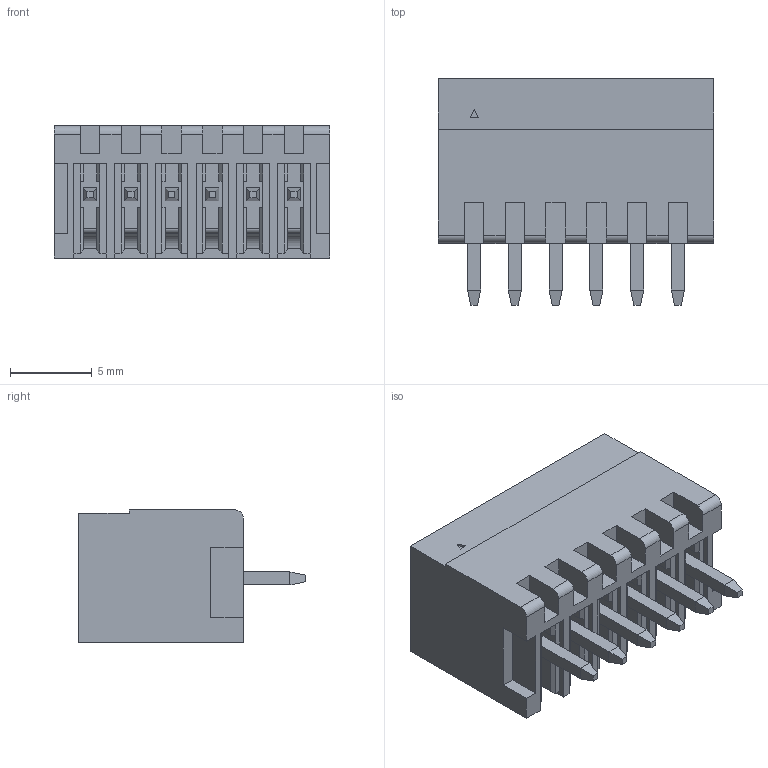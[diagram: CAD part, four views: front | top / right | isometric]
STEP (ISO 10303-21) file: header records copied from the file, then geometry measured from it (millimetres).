
FILE_DESCRIPTION (( 'STEP AP214' ), '1' );
FILE_NAME ('15EDGVC-2.5-06P-14-00AH.STEP', '2021-01-23T21:23:39', ( '' ), ( '' ), 'SwSTEP 2.0', 'SolidWorks 2020', '' );
FILE_SCHEMA (( 'AUTOMOTIVE_DESIGN' ));
Length unit declared in the file: millimetre
Products named in the file (1): 15EDGVC-2.5-06P-14-00AH
Bounding box: 16.9 x 13.9 x 8.1 mm (x, y, z)
Volume: 729.1 mm3; surface area: 1710.9 mm2
Topology: 1 solids, 1 shells, 795 faces, 2126 edges, 1374 vertices
Faces by surface type: plane 626, bspline 126, cylinder 31, torus 12
Entity records: 35161 total; most frequent: CARTESIAN_POINT 12046, ORIENTED_EDGE 4252, DIRECTION 3348, EDGE_CURVE 2126, LINE 1740, VECTOR 1740, VERTEX_POINT 1374, EDGE_LOOP 840
